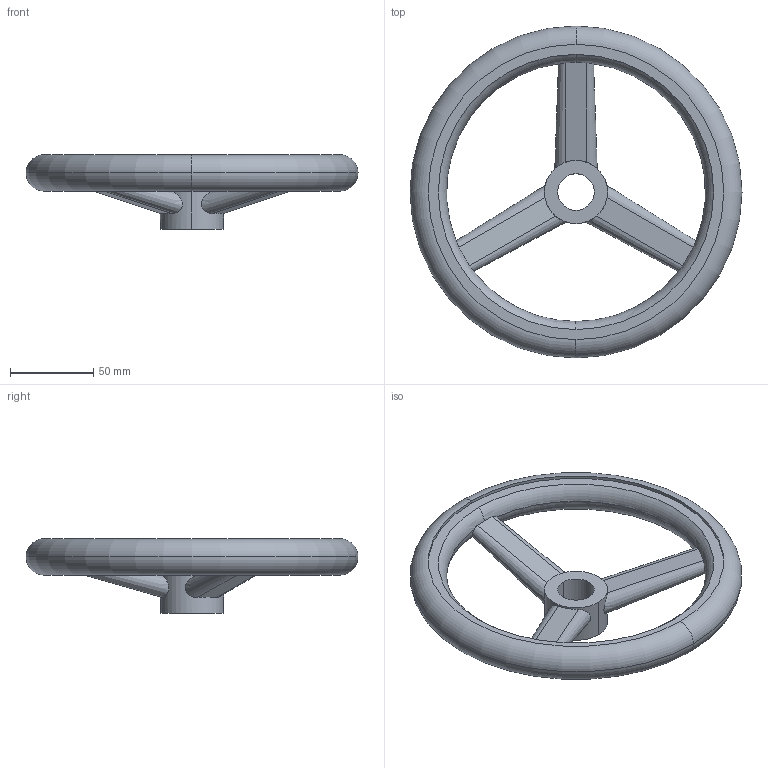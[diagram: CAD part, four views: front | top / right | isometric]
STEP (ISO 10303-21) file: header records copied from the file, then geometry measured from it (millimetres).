
FILE_DESCRIPTION(('STEP AP214'),'1');
FILE_NAME(' ',' ',('TraceParts'),('TraceParts S.A.'),'XStep 1.0',' ',' ');
FILE_SCHEMA(('automotive_design'));
Length unit declared in the file: millimetre
Products named in the file (1): 1
Bounding box: 200 x 200 x 45 mm (x, y, z)
Volume: 264683.8 mm3; surface area: 56131.8 mm2
Topology: 1 solids, 1 shells, 32 faces, 91 edges, 59 vertices
Faces by surface type: plane 10, torus 8, cylinder 8, cone 6
Entity records: 2642 total; most frequent: CARTESIAN_POINT 772, STYLED_ITEM 183, PRESENTATION_STYLE_ASSIGNMENT 183, COLOUR_RGB 183, ORIENTED_EDGE 182, DIRECTION 175, EDGE_CURVE 91, CURVE_STYLE 91
